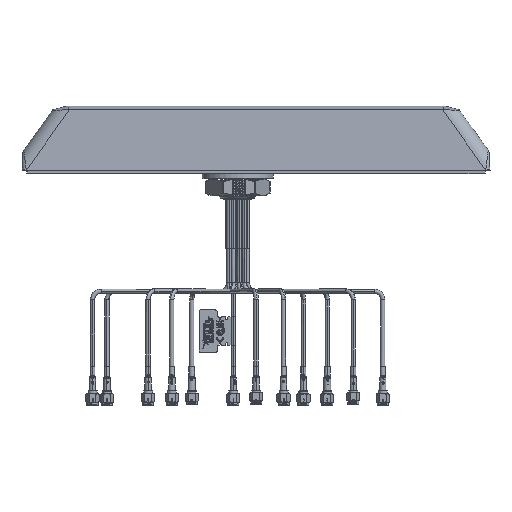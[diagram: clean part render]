
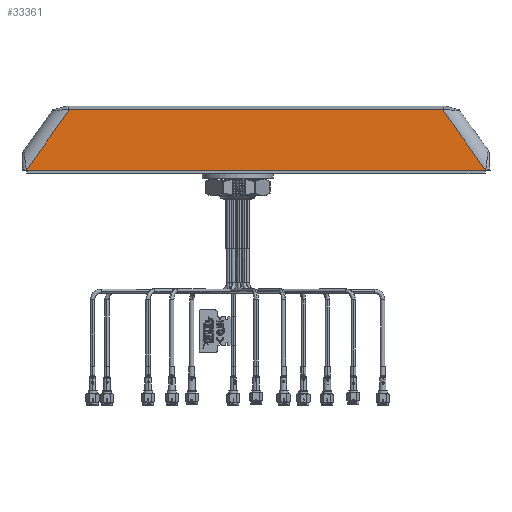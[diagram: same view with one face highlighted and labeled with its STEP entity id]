
A CAD part, top view. The second image highlights one B-rep face of the part: STEP entity #33361.
In plain terms, the highlighted planar face has unit normal (0, 0.052, 0.999).
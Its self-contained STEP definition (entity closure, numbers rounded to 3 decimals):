
#17 = EDGE_CURVE ( 'NONE', #2453, #4758, #52184, .T. ) ;
#2453 = VERTEX_POINT ( 'NONE', #92227 ) ;
#3717 = CARTESIAN_POINT ( 'NONE',  ( 131.49, 42.282, 35.534 ) ) ;
#4758 = VERTEX_POINT ( 'NONE', #3717 ) ;
#5957 = ORIENTED_EDGE ( 'NONE', *, *, #17, .T. ) ;
#6837 = DIRECTION ( 'NONE',  ( 1., 0., 0. ) ) ;
#7776 = FACE_OUTER_BOUND ( 'NONE', #99409, .T. ) ;
#9642 = ORIENTED_EDGE ( 'NONE', *, *, #62586, .T. ) ;
#10198 = VECTOR ( 'NONE', #19097, 1000. ) ;
#16304 = CARTESIAN_POINT ( 'NONE',  ( -162.015, -0.2, 37.76 ) ) ;
#17711 = DIRECTION ( 'NONE',  ( -0.584, 0.811, -0.042 ) ) ;
#19097 = DIRECTION ( 'NONE',  ( 1., 0., 0. ) ) ;
#20940 = ORIENTED_EDGE ( 'NONE', *, *, #54346, .F. ) ;
#21886 = CARTESIAN_POINT ( 'NONE',  ( -162.012, -0.156, 37.758 ) ) ;
#22783 = VECTOR ( 'NONE', #99180, 1000. ) ;
#28465 = ORIENTED_EDGE ( 'NONE', *, *, #49703, .F. ) ;
#32970 = CARTESIAN_POINT ( 'NONE',  ( 162.015, -0.2, 37.76 ) ) ;
#33361 = ADVANCED_FACE ( 'NONE', ( #7776 ), #72518, .F. ) ;
#35314 = CARTESIAN_POINT ( 'NONE',  ( -165., 0., 37.75 ) ) ;
#37071 = VECTOR ( 'NONE', #6837, 1000. ) ;
#37768 = VECTOR ( 'NONE', #62762, 1000. ) ;
#43155 = ORIENTED_EDGE ( 'NONE', *, *, #59097, .F. ) ;
#46341 = EDGE_CURVE ( 'NONE', #57824, #66361, #99721, .T. ) ;
#49703 = EDGE_CURVE ( 'NONE', #74995, #102851, #65806, .T. ) ;
#52184 = LINE ( 'NONE', #58565, #75061 ) ;
#54083 = VECTOR ( 'NONE', #100177, 1000. ) ;
#54346 = EDGE_CURVE ( 'NONE', #57824, #74995, #70189, .T. ) ;
#56772 = CARTESIAN_POINT ( 'NONE',  ( -162.979, -1.451, 37.826 ) ) ;
#57824 = VERTEX_POINT ( 'NONE', #16304 ) ;
#58565 = CARTESIAN_POINT ( 'NONE',  ( 162.979, -1.451, 37.826 ) ) ;
#59097 = EDGE_CURVE ( 'NONE', #102851, #4758, #71571, .T. ) ;
#62586 = EDGE_CURVE ( 'NONE', #66361, #2453, #83749, .T. ) ;
#62762 = DIRECTION ( 'NONE',  ( 0.052, 0.997, -0.052 ) ) ;
#65806 = LINE ( 'NONE', #56772, #22783 ) ;
#66361 = VERTEX_POINT ( 'NONE', #32970 ) ;
#67837 = CARTESIAN_POINT ( 'NONE',  ( 162.012, -0.156, 37.758 ) ) ;
#70189 = LINE ( 'NONE', #21886, #37768 ) ;
#71571 = LINE ( 'NONE', #77959, #37071 ) ;
#72518 = PLANE ( 'NONE',  #84724 ) ;
#74995 = VERTEX_POINT ( 'NONE', #101552 ) ;
#75061 = VECTOR ( 'NONE', #17711, 1000. ) ;
#76215 = DIRECTION ( 'NONE',  ( 0., 0.999, -0.052 ) ) ;
#77959 = CARTESIAN_POINT ( 'NONE',  ( -165., 42.282, 35.534 ) ) ;
#83749 = LINE ( 'NONE', #67837, #54083 ) ;
#84724 = AXIS2_PLACEMENT_3D ( 'NONE', #35314, #91599, #76215 ) ;
#91599 = DIRECTION ( 'NONE',  ( 0., -0.052, -0.999 ) ) ;
#91771 = CARTESIAN_POINT ( 'NONE',  ( -165., -0.2, 37.76 ) ) ;
#92227 = CARTESIAN_POINT ( 'NONE',  ( 162.01, -0.106, 37.756 ) ) ;
#95677 = CARTESIAN_POINT ( 'NONE',  ( -131.49, 42.282, 35.534 ) ) ;
#99180 = DIRECTION ( 'NONE',  ( 0.584, 0.811, -0.042 ) ) ;
#99409 = EDGE_LOOP ( 'NONE', ( #5957, #43155, #28465, #20940, #105003, #9642 ) ) ;
#99721 = LINE ( 'NONE', #91771, #10198 ) ;
#100177 = DIRECTION ( 'NONE',  ( -0.052, 0.997, -0.052 ) ) ;
#101552 = CARTESIAN_POINT ( 'NONE',  ( -162.01, -0.106, 37.756 ) ) ;
#102851 = VERTEX_POINT ( 'NONE', #95677 ) ;
#105003 = ORIENTED_EDGE ( 'NONE', *, *, #46341, .T. ) ;
